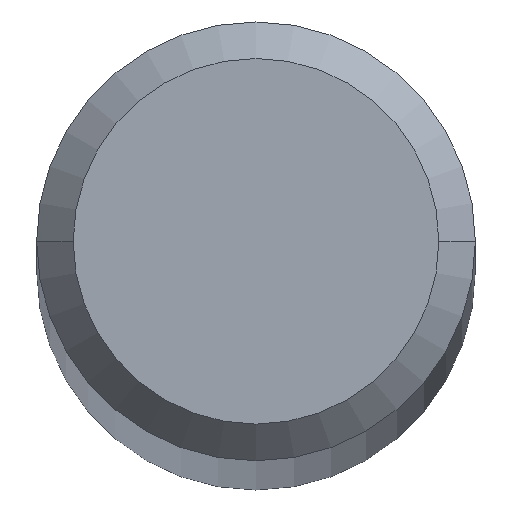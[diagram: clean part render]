
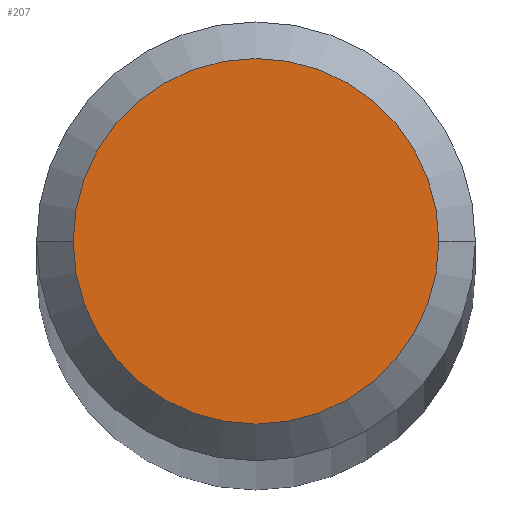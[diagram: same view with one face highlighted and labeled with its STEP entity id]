
A CAD part, top view. The second image highlights one B-rep face of the part: STEP entity #207.
In plain terms, the highlighted planar face has unit normal (0, 0, 1).
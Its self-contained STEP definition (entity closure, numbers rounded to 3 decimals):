
#18 = DIRECTION ( 'NONE',  ( 1., 0., 0. ) ) ;
#30 = CIRCLE ( 'NONE', #74, 2.5 ) ;
#49 = CARTESIAN_POINT ( 'NONE',  ( 2.5, 0., 115. ) ) ;
#51 = AXIS2_PLACEMENT_3D ( 'NONE', #208, #244, #139 ) ;
#55 = AXIS2_PLACEMENT_3D ( 'NONE', #241, #71, #159 ) ;
#59 = EDGE_CURVE ( 'NONE', #120, #93, #30, .T. ) ;
#71 = DIRECTION ( 'NONE',  ( 0., 0., 1. ) ) ;
#72 = EDGE_LOOP ( 'NONE', ( #101, #228 ) ) ;
#74 = AXIS2_PLACEMENT_3D ( 'NONE', #275, #198, #18 ) ;
#93 = VERTEX_POINT ( 'NONE', #255 ) ;
#101 = ORIENTED_EDGE ( 'NONE', *, *, #148, .T. ) ;
#120 = VERTEX_POINT ( 'NONE', #49 ) ;
#121 = CIRCLE ( 'NONE', #55, 2.5 ) ;
#136 = PLANE ( 'NONE',  #51 ) ;
#139 = DIRECTION ( 'NONE',  ( 1., 0., 0. ) ) ;
#148 = EDGE_CURVE ( 'NONE', #93, #120, #121, .T. ) ;
#159 = DIRECTION ( 'NONE',  ( 1., 0., 0. ) ) ;
#163 = FACE_OUTER_BOUND ( 'NONE', #72, .T. ) ;
#198 = DIRECTION ( 'NONE',  ( 0., 0., 1. ) ) ;
#207 = ADVANCED_FACE ( 'NONE', ( #163 ), #136, .T. ) ;
#208 = CARTESIAN_POINT ( 'NONE',  ( 0., 0., 115. ) ) ;
#228 = ORIENTED_EDGE ( 'NONE', *, *, #59, .T. ) ;
#241 = CARTESIAN_POINT ( 'NONE',  ( 0., 0., 115. ) ) ;
#244 = DIRECTION ( 'NONE',  ( 0., 0., 1. ) ) ;
#255 = CARTESIAN_POINT ( 'NONE',  ( -2.5, 0., 115. ) ) ;
#275 = CARTESIAN_POINT ( 'NONE',  ( 0., 0., 115. ) ) ;
